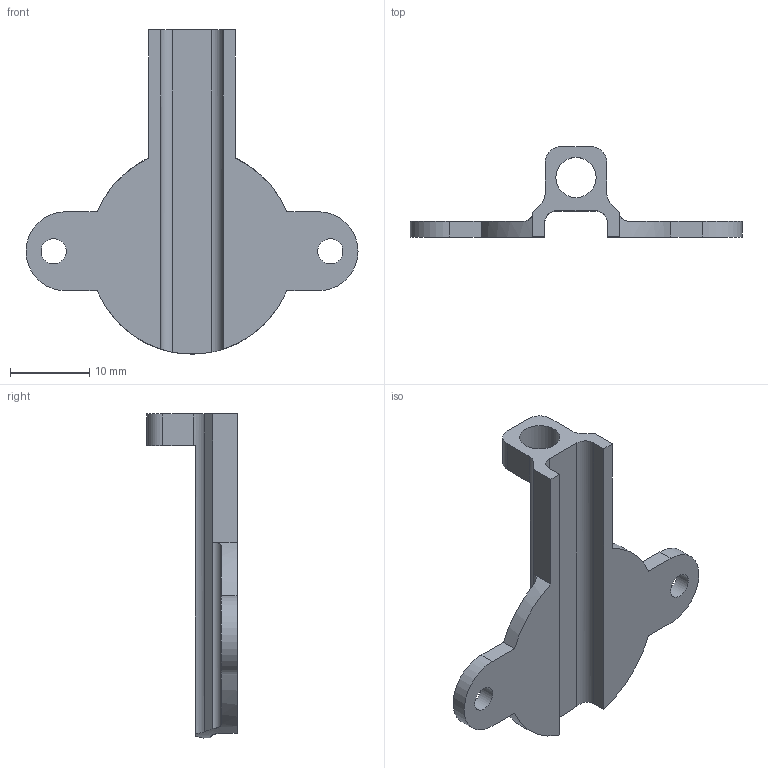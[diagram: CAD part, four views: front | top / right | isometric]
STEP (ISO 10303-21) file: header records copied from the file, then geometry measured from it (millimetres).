
FILE_DESCRIPTION(/* description */ (''),/* implementation_level */ '2;1');
FILE_NAME(/* name */ 'Lighting Assembly Mount.step',/* time_stamp */ '2022-07-05T12:17:09-05:00',/* author */ (''),/* organization */ (''),/* preprocessor_version */ 'ST-DEVELOPER v19',/* originating_system */ 'Autodesk Translation Framework v11.7.0.108',/* authorisation */ '');
FILE_SCHEMA (('AUTOMOTIVE_DESIGN { 1 0 10303 214 3 1 1 }'));
Length unit declared in the file: millimetre
Products named in the file (1): Lighting Assembly Mount
Bounding box: 42 x 11.4 x 41 mm (x, y, z)
Volume: 1904.5 mm3; surface area: 2550.5 mm2
Topology: 1 solids, 1 shells, 39 faces, 109 edges, 72 vertices
Faces by surface type: plane 22, cylinder 17
Full cylindrical faces by diameter (mm): 3.2 x2, 5.1 x1
Entity records: 1369 total; most frequent: CARTESIAN_POINT 302, ORIENTED_EDGE 218, DIRECTION 214, EDGE_CURVE 109, AXIS2_PLACEMENT_3D 74, VERTEX_POINT 72, LINE 66, VECTOR 66
